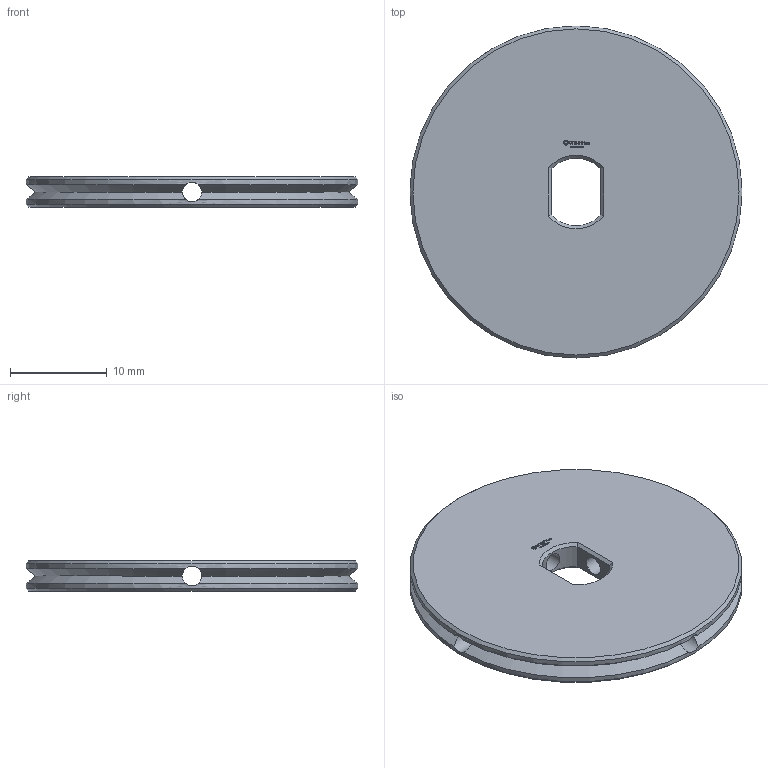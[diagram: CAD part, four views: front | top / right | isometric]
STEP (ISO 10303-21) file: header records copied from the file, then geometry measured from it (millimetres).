
FILE_DESCRIPTION(('FreeCAD Model'),'2;1');
FILE_NAME('Open CASCADE Shape Model','2023-11-13T18:08:49',(''),(''), 'Open CASCADE STEP processor 7.6','FreeCAD','Unknown');
FILE_SCHEMA(('AUTOMOTIVE_DESIGN { 1 0 10303 214 1 1 1 1 }'));
Length unit declared in the file: millimetre
Products named in the file (1): Washer FXD OCT BU02.75x00.25 - SPN-WSR-0008 (stemfie.org)
Bounding box: 34.38 x 34.38 x 3.12 mm (x, y, z)
Volume: 2534.8 mm3; surface area: 2566.7 mm2
Topology: 1 solids, 1 shells, 528 faces, 1474 edges, 978 vertices
Faces by surface type: plane 308, extrusion 198, cone 14, cylinder 8
Full cylindrical faces by diameter (mm): 2 x4, 34.375 x2
Entity records: 37613 total; most frequent: CARTESIAN_POINT 9512, DIRECTION 4430, VECTOR 3686, LINE 3488, ORIENTED_EDGE 2948, PCURVE 2948, DEFINITIONAL_REPRESENTATION 2948, EDGE_CURVE 1474
